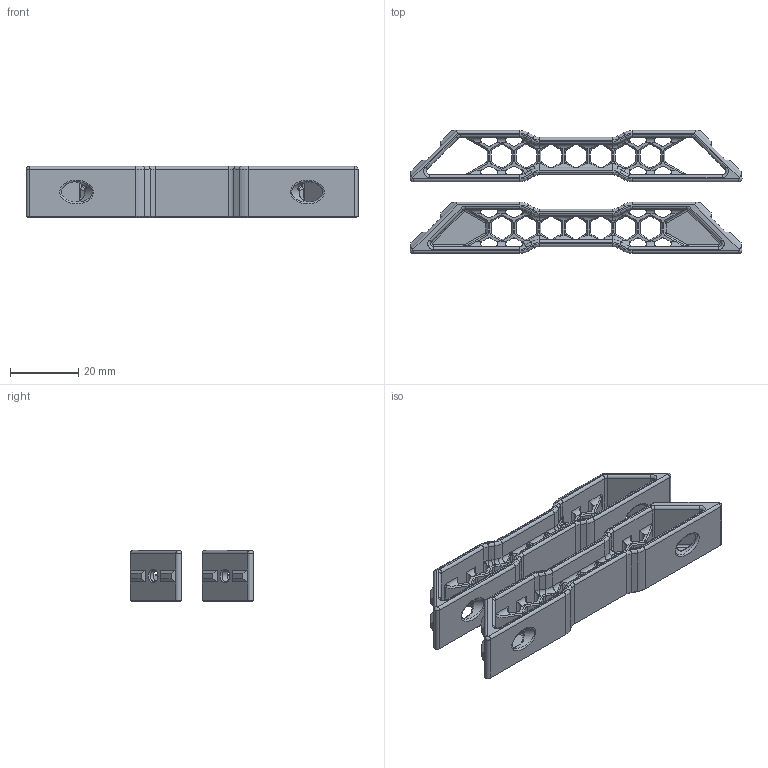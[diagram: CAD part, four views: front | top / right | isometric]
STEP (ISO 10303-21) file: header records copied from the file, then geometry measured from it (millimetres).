
FILE_DESCRIPTION(/* description */ (''),/* implementation_level */ '2;1');
FILE_NAME(/* name */ 'door stabilisers hex v1.step',/* time_stamp */ '2024-05-26T23:35:39+01:00',/* author */ (''),/* organization */ (''),/* preprocessor_version */ 'ST-DEVELOPER v20',/* originating_system */ 'Autodesk Translation Framework v13.14.0.145',/* authorisation */ '');
FILE_SCHEMA (('AUTOMOTIVE_DESIGN { 1 0 10303 214 3 1 1 }'));
Length unit declared in the file: millimetre
Products named in the file (1): door stabilisers hex
Bounding box: 97.17 x 36 x 15 mm (x, y, z)
Volume: 15798.4 mm3; surface area: 16304.1 mm2
Topology: 2 solids, 2 shells, 1289 faces, 3192 edges, 1877 vertices
Faces by surface type: plane 468, cylinder 292, cone 244, bspline 226, torus 59
Full cylindrical faces by diameter (mm): 3.2 x4, 6 x4
Entity records: 43603 total; most frequent: CARTESIAN_POINT 14142, ORIENTED_EDGE 6384, DIRECTION 5728, EDGE_CURVE 3192, AXIS2_PLACEMENT_3D 1936, VERTEX_POINT 1877, LINE 1856, VECTOR 1856
